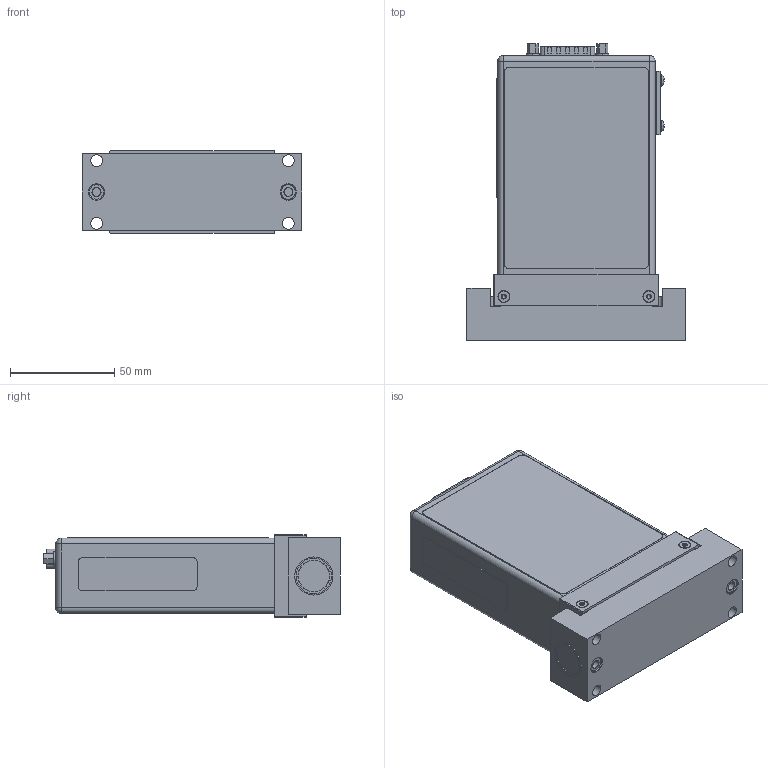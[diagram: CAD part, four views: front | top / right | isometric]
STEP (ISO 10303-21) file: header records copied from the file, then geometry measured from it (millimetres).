
FILE_DESCRIPTION((''),'2;1');
FILE_NAME('IE50A_C-SEAL_15-PIN_ANALOG_ASM','2013-05-24T',('cockrofm'),('MKS Instruments, Inc.'),'PRO/ENGINEER BY PARAMETRIC TECHNOLOGY CORPORATION, 2009060','PRO/ENGINEER BY PARAMETRIC TECHNOLOGY CORPORATION, 2009060','');
FILE_SCHEMA(('AUTOMOTIVE_DESIGN { 1 2 10303 214 0 1 1 1 }'));
Length unit declared in the file: inch
Products named in the file (18): 1048244_FLANGE; 1050213_ENCLOSURE; 1050523_WELDMENT_ASM; 1046660_FOR_RJ45; 1046661_PLATE_COVER; 1051195-001; 1048649_15-PIN_CONN; 1048642_STANDOFF_4-40; 1048485_LABEL; 1048486_LABEL_REAR; 119937-P9_LARGE-SINGLE; 1048487-001; 1031369_DISC; 1051209; 1051360_DUMMY; 136492_PIN; 1051360_DUMMY_W-PIN_ASM; IE50A_C-SEAL_15-PIN_ANALOG_ASM
Assembly tree (22 placements, depth 3):
  IE50A_C-SEAL_15-PIN_ANALOG_ASM
    1050523_WELDMENT_ASM
      1048244_FLANGE
      1050213_ENCLOSURE
    1046660_FOR_RJ45
    1046661_PLATE_COVER
    1051195-001  x2
    1048649_15-PIN_CONN
    1048642_STANDOFF_4-40  x2
    1048485_LABEL
    1048486_LABEL_REAR
    119937-P9_LARGE-SINGLE
    1048487-001
    1031369_DISC
    1051209  x4
    1051360_DUMMY_W-PIN_ASM
      1051360_DUMMY
      136492_PIN
Bounding box: 105.54 x 142.32 x 39.47 mm (x, y, z)
Volume: 123897.5 mm3; surface area: 115097.3 mm2
Topology: 22 solids, 22 shells, 956 faces, 2302 edges, 1435 vertices
Faces by surface type: cylinder 361, plane 351, cone 104, bspline 49, torus 47, extrusion 32, sphere 12
Entity records: 31098 total; most frequent: CARTESIAN_POINT 6466, DIRECTION 3844, ORIENTED_EDGE 3576, EDGE_CURVE 1788, PRESENTATION_STYLE_ASSIGNMENT 1571, AXIS2_PLACEMENT_3D 1433, STYLED_ITEM 1363, CURVE_STYLE 1348
